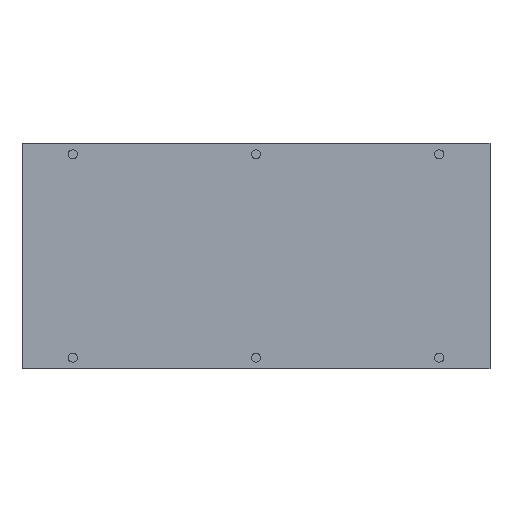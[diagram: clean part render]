
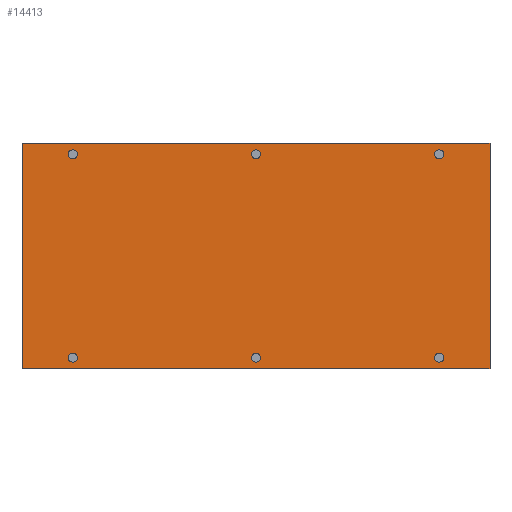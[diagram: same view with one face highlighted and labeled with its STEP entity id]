
A CAD part, front view. The second image highlights one B-rep face of the part: STEP entity #14413.
In plain terms, the highlighted planar face has unit normal (0, -1, 0).
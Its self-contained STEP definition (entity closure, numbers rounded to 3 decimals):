
#830 = FACE_BOUND ( 'NONE', #9808, .T. ) ;
#831 = FACE_BOUND ( 'NONE', #9815, .T. ) ;
#836 = FACE_BOUND ( 'NONE', #9816, .T. ) ;
#837 = FACE_BOUND ( 'NONE', #9811, .T. ) ;
#838 = FACE_OUTER_BOUND ( 'NONE', #9818, .T. ) ;
#839 = FACE_BOUND ( 'NONE', #9813, .T. ) ;
#841 = FACE_BOUND ( 'NONE', #9814, .T. ) ;
#1189 = CARTESIAN_POINT ( 'NONE',  ( -0.254, 0.254, 0. ) ) ;
#1190 = PLANE ( 'NONE',  #28867 ) ;
#1198 = DIRECTION ( 'NONE',  ( 0., 1., 0. ) ) ;
#1199 = DIRECTION ( 'NONE',  ( 0., 0., 1. ) ) ;
#3708 = AXIS2_PLACEMENT_3D ( 'NONE', #6543, #6548, #6549 ) ;
#3710 = AXIS2_PLACEMENT_3D ( 'NONE', #6555, #6559, #6560 ) ;
#3716 = AXIS2_PLACEMENT_3D ( 'NONE', #6538, #6551, #6552 ) ;
#3718 = AXIS2_PLACEMENT_3D ( 'NONE', #6550, #6562, #6563 ) ;
#3719 = AXIS2_PLACEMENT_3D ( 'NONE', #6558, #6565, #6566 ) ;
#3720 = AXIS2_PLACEMENT_3D ( 'NONE', #6561, #6568, #6569 ) ;
#6516 = CARTESIAN_POINT ( 'NONE',  ( -0.254, 0.254, 0. ) ) ;
#6517 = DIRECTION ( 'NONE',  ( 0., 0., 1. ) ) ;
#6538 = CARTESIAN_POINT ( 'NONE',  ( 58.166, 0.254, -53.594 ) ) ;
#6543 = CARTESIAN_POINT ( 'NONE',  ( 12.446, 0.254, -53.594 ) ) ;
#6544 = CARTESIAN_POINT ( 'NONE',  ( -12.093, 0.254, -56.388 ) ) ;
#6545 = DIRECTION ( 'NONE',  ( -1., 0., 0. ) ) ;
#6548 = DIRECTION ( 'NONE',  ( 0., -1., 0. ) ) ;
#6549 = DIRECTION ( 'NONE',  ( 0., 0., -1. ) ) ;
#6550 = CARTESIAN_POINT ( 'NONE',  ( 12.446, 0.254, -2.794 ) ) ;
#6551 = DIRECTION ( 'NONE',  ( 0., -1., 0. ) ) ;
#6552 = DIRECTION ( 'NONE',  ( 0., 0., -1. ) ) ;
#6553 = CARTESIAN_POINT ( 'NONE',  ( -12.093, 0.254, 0. ) ) ;
#6554 = DIRECTION ( 'NONE',  ( 1., 0., 0. ) ) ;
#6555 = CARTESIAN_POINT ( 'NONE',  ( 58.166, 0.254, -2.794 ) ) ;
#6556 = CARTESIAN_POINT ( 'NONE',  ( 116.586, 0.254, 0. ) ) ;
#6557 = DIRECTION ( 'NONE',  ( 0., 0., -1. ) ) ;
#6558 = CARTESIAN_POINT ( 'NONE',  ( 103.886, 0.254, -53.594 ) ) ;
#6559 = DIRECTION ( 'NONE',  ( 0., -1., 0. ) ) ;
#6560 = DIRECTION ( 'NONE',  ( 0., 0., -1. ) ) ;
#6561 = CARTESIAN_POINT ( 'NONE',  ( 103.886, 0.254, -2.794 ) ) ;
#6562 = DIRECTION ( 'NONE',  ( 0., -1., 0. ) ) ;
#6563 = DIRECTION ( 'NONE',  ( 0., 0., -1. ) ) ;
#6565 = DIRECTION ( 'NONE',  ( 0., -1., 0. ) ) ;
#6566 = DIRECTION ( 'NONE',  ( 0., 0., -1. ) ) ;
#6568 = DIRECTION ( 'NONE',  ( 0., -1., 0. ) ) ;
#6569 = DIRECTION ( 'NONE',  ( 0., 0., -1. ) ) ;
#7534 = LINE ( 'NONE', #6516, #7535 ) ;
#7535 = VECTOR ( 'NONE', #6517, 1000. ) ;
#7538 = LINE ( 'NONE', #6553, #7554 ) ;
#7539 = LINE ( 'NONE', #6544, #7549 ) ;
#7542 = LINE ( 'NONE', #6556, #7556 ) ;
#7549 = VECTOR ( 'NONE', #6545, 1000. ) ;
#7553 = CIRCLE ( 'NONE', #3708, 1.13 ) ;
#7554 = VECTOR ( 'NONE', #6554, 1000. ) ;
#7555 = CIRCLE ( 'NONE', #3716, 1.13 ) ;
#7556 = VECTOR ( 'NONE', #6557, 1000. ) ;
#7557 = CIRCLE ( 'NONE', #3710, 1.13 ) ;
#7558 = CIRCLE ( 'NONE', #3718, 1.13 ) ;
#7559 = CIRCLE ( 'NONE', #3719, 1.13 ) ;
#7560 = CIRCLE ( 'NONE', #3720, 1.13 ) ;
#8132 = VERTEX_POINT ( 'NONE', #8133 ) ;
#8133 = CARTESIAN_POINT ( 'NONE',  ( 12.446, 0.254, -54.724 ) ) ;
#8134 = VERTEX_POINT ( 'NONE', #8135 ) ;
#8135 = CARTESIAN_POINT ( 'NONE',  ( 58.166, 0.254, -54.724 ) ) ;
#8136 = VERTEX_POINT ( 'NONE', #8137 ) ;
#8137 = CARTESIAN_POINT ( 'NONE',  ( 58.166, 0.254, -3.924 ) ) ;
#8138 = VERTEX_POINT ( 'NONE', #8139 ) ;
#8139 = CARTESIAN_POINT ( 'NONE',  ( 12.446, 0.254, -3.924 ) ) ;
#8140 = VERTEX_POINT ( 'NONE', #8141 ) ;
#8141 = CARTESIAN_POINT ( 'NONE',  ( 103.886, 0.254, -54.724 ) ) ;
#8142 = VERTEX_POINT ( 'NONE', #8143 ) ;
#8143 = CARTESIAN_POINT ( 'NONE',  ( 103.886, 0.254, -3.924 ) ) ;
#9808 = EDGE_LOOP ( 'NONE', ( #19914 ) ) ;
#9811 = EDGE_LOOP ( 'NONE', ( #19915 ) ) ;
#9813 = EDGE_LOOP ( 'NONE', ( #19916 ) ) ;
#9814 = EDGE_LOOP ( 'NONE', ( #19917 ) ) ;
#9815 = EDGE_LOOP ( 'NONE', ( #19918 ) ) ;
#9816 = EDGE_LOOP ( 'NONE', ( #19919 ) ) ;
#9818 = EDGE_LOOP ( 'NONE', ( #19920, #19921, #19922, #19923 ) ) ;
#12683 = VERTEX_POINT ( 'NONE', #14651 ) ;
#12684 = VERTEX_POINT ( 'NONE', #14681 ) ;
#12685 = VERTEX_POINT ( 'NONE', #14850 ) ;
#12686 = VERTEX_POINT ( 'NONE', #14844 ) ;
#14413 = ADVANCED_FACE ( 'NONE', ( #830, #837, #839, #841, #831, #836, #838 ), #1190, .F. ) ;
#14651 = CARTESIAN_POINT ( 'NONE',  ( 116.586, 0.254, -56.388 ) ) ;
#14681 = CARTESIAN_POINT ( 'NONE',  ( 116.586, 0.254, 0. ) ) ;
#14844 = CARTESIAN_POINT ( 'NONE',  ( -0.254, 0.254, 0. ) ) ;
#14850 = CARTESIAN_POINT ( 'NONE',  ( -0.254, 0.254, -56.388 ) ) ;
#17616 = EDGE_CURVE ( 'NONE', #12685, #12686, #7534, .T. ) ;
#17626 = EDGE_CURVE ( 'NONE', #12683, #12685, #7539, .T. ) ;
#17628 = EDGE_CURVE ( 'NONE', #8132, #8132, #7553, .T. ) ;
#17629 = EDGE_CURVE ( 'NONE', #8134, #8134, #7555, .T. ) ;
#17630 = EDGE_CURVE ( 'NONE', #12686, #12684, #7538, .T. ) ;
#17631 = EDGE_CURVE ( 'NONE', #12684, #12683, #7542, .T. ) ;
#17632 = EDGE_CURVE ( 'NONE', #8136, #8136, #7557, .T. ) ;
#17633 = EDGE_CURVE ( 'NONE', #8138, #8138, #7558, .T. ) ;
#17634 = EDGE_CURVE ( 'NONE', #8140, #8140, #7559, .T. ) ;
#17635 = EDGE_CURVE ( 'NONE', #8142, #8142, #7560, .T. ) ;
#19914 = ORIENTED_EDGE ( 'NONE', *, *, #17635, .F. ) ;
#19915 = ORIENTED_EDGE ( 'NONE', *, *, #17634, .F. ) ;
#19916 = ORIENTED_EDGE ( 'NONE', *, *, #17633, .F. ) ;
#19917 = ORIENTED_EDGE ( 'NONE', *, *, #17629, .F. ) ;
#19918 = ORIENTED_EDGE ( 'NONE', *, *, #17632, .F. ) ;
#19919 = ORIENTED_EDGE ( 'NONE', *, *, #17628, .F. ) ;
#19920 = ORIENTED_EDGE ( 'NONE', *, *, #17630, .F. ) ;
#19921 = ORIENTED_EDGE ( 'NONE', *, *, #17616, .F. ) ;
#19922 = ORIENTED_EDGE ( 'NONE', *, *, #17626, .F. ) ;
#19923 = ORIENTED_EDGE ( 'NONE', *, *, #17631, .F. ) ;
#28867 = AXIS2_PLACEMENT_3D ( 'NONE', #1189, #1198, #1199 ) ;
